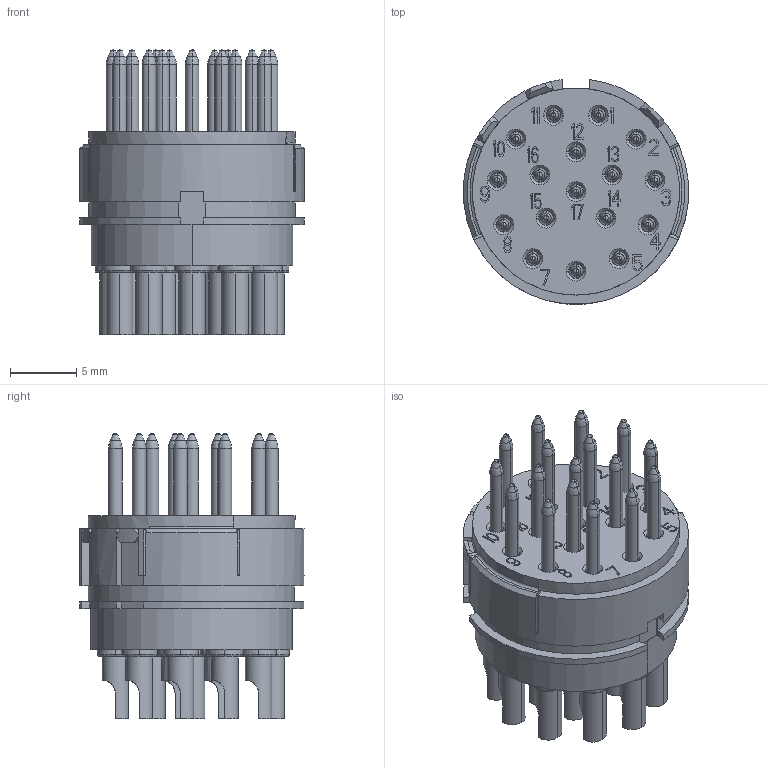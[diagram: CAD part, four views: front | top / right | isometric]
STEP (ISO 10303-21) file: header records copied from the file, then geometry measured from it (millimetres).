
FILE_DESCRIPTION((''),'2;1');
FILE_NAME('1601193','2015-09-09T',('feitelbuss'),(''),'PRO/ENGINEER BY PARAMETRIC TECHNOLOGY CORPORATION, 2014200','PRO/ENGINEER BY PARAMETRIC TECHNOLOGY CORPORATION, 2014200','');
FILE_SCHEMA(('AUTOMOTIVE_DESIGN { 1 0 10303 214 1 1 1 1 }'));
Length unit declared in the file: millimetre
Products named in the file (1): 1601193
Bounding box: 16.94 x 16.93 x 21.5 mm (x, y, z)
Volume: 2278.5 mm3; surface area: 2079.2 mm2
Topology: 1 solids, 1 shells, 1935 faces, 5255 edges, 3403 vertices
Faces by surface type: plane 1511, cylinder 216, cone 104, torus 36, bspline 34, sphere 34
Entity records: 61315 total; most frequent: CARTESIAN_POINT 12415, ORIENTED_EDGE 10374, DIRECTION 9589, EDGE_CURVE 5187, VECTOR 4393, LINE 4393, VERTEX_POINT 3403, AXIS2_PLACEMENT_3D 2598
